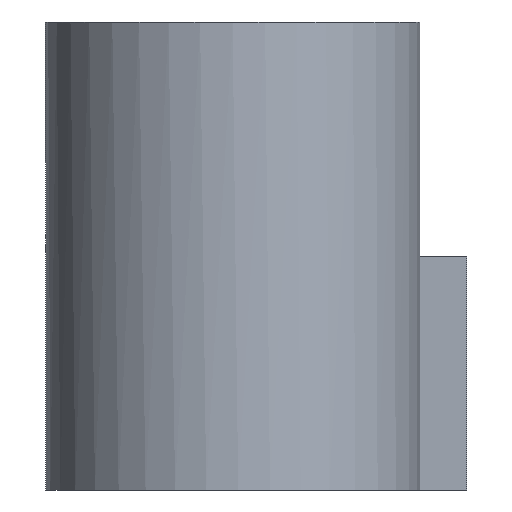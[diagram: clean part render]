
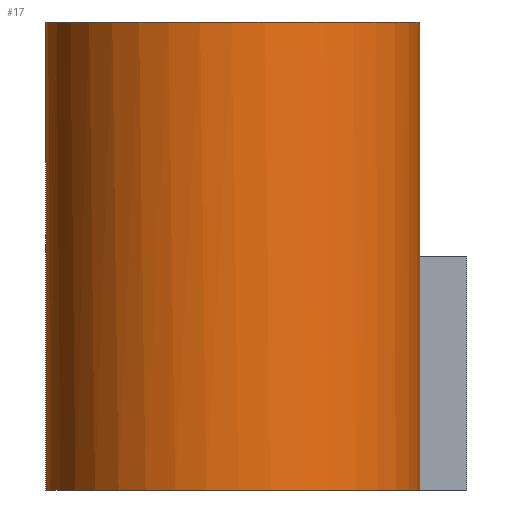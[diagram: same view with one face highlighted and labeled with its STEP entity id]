
A CAD part, front view. The second image highlights one B-rep face of the part: STEP entity #17.
In plain terms, the highlighted cylindrical face has radius 20 mm (diameter 40 mm), a full revolution.
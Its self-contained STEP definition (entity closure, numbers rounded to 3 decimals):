
#17 = ADVANCED_FACE('',(#18),#33,.T.);
#18 = FACE_BOUND('',#19,.F.);
#19 = EDGE_LOOP('',(#20,#56,#79,#106,#107,#131,#158,#191));
#20 = ORIENTED_EDGE('',*,*,#21,.F.);
#21 = EDGE_CURVE('',#22,#24,#26,.T.);
#22 = VERTEX_POINT('',#23);
#23 = CARTESIAN_POINT('',(20.,0.,0.));
#24 = VERTEX_POINT('',#25);
#25 = CARTESIAN_POINT('',(17.321,10.,0.));
#26 = SURFACE_CURVE('',#27,(#32,#44),.PCURVE_S1.);
#27 = CIRCLE('',#28,20.);
#28 = AXIS2_PLACEMENT_3D('',#29,#30,#31);
#29 = CARTESIAN_POINT('',(0.,0.,0.));
#30 = DIRECTION('',(0.,-0.,1.));
#31 = DIRECTION('',(1.,0.,0.));
#32 = PCURVE('',#33,#38);
#33 = CYLINDRICAL_SURFACE('',#34,20.);
#34 = AXIS2_PLACEMENT_3D('',#35,#36,#37);
#35 = CARTESIAN_POINT('',(0.,0.,0.));
#36 = DIRECTION('',(-0.,0.,-1.));
#37 = DIRECTION('',(1.,0.,0.));
#38 = DEFINITIONAL_REPRESENTATION('',(#39),#43);
#39 = LINE('',#40,#41);
#40 = CARTESIAN_POINT('',(-0.,0.));
#41 = VECTOR('',#42,1.);
#42 = DIRECTION('',(-1.,0.));
#43 = ( GEOMETRIC_REPRESENTATION_CONTEXT(2) 
PARAMETRIC_REPRESENTATION_CONTEXT() REPRESENTATION_CONTEXT('2D SPACE',''
  ) );
#44 = PCURVE('',#45,#50);
#45 = PLANE('',#46);
#46 = AXIS2_PLACEMENT_3D('',#47,#48,#49);
#47 = CARTESIAN_POINT('',(0.,0.,0.));
#48 = DIRECTION('',(0.,0.,1.));
#49 = DIRECTION('',(1.,0.,-0.));
#50 = DEFINITIONAL_REPRESENTATION('',(#51),#55);
#51 = CIRCLE('',#52,20.);
#52 = AXIS2_PLACEMENT_2D('',#53,#54);
#53 = CARTESIAN_POINT('',(0.,0.));
#54 = DIRECTION('',(1.,0.));
#55 = ( GEOMETRIC_REPRESENTATION_CONTEXT(2) 
PARAMETRIC_REPRESENTATION_CONTEXT() REPRESENTATION_CONTEXT('2D SPACE',''
  ) );
#56 = ORIENTED_EDGE('',*,*,#57,.T.);
#57 = EDGE_CURVE('',#22,#58,#60,.T.);
#58 = VERTEX_POINT('',#59);
#59 = CARTESIAN_POINT('',(20.,0.,50.));
#60 = SEAM_CURVE('',#61,(#65,#72),.PCURVE_S1.);
#61 = LINE('',#62,#63);
#62 = CARTESIAN_POINT('',(20.,0.,0.));
#63 = VECTOR('',#64,1.);
#64 = DIRECTION('',(0.,0.,1.));
#65 = PCURVE('',#33,#66);
#66 = DEFINITIONAL_REPRESENTATION('',(#67),#71);
#67 = LINE('',#68,#69);
#68 = CARTESIAN_POINT('',(-6.283,0.));
#69 = VECTOR('',#70,1.);
#70 = DIRECTION('',(-0.,-1.));
#71 = ( GEOMETRIC_REPRESENTATION_CONTEXT(2) 
PARAMETRIC_REPRESENTATION_CONTEXT() REPRESENTATION_CONTEXT('2D SPACE',''
  ) );
#72 = PCURVE('',#33,#73);
#73 = DEFINITIONAL_REPRESENTATION('',(#74),#78);
#74 = LINE('',#75,#76);
#75 = CARTESIAN_POINT('',(-0.,0.));
#76 = VECTOR('',#77,1.);
#77 = DIRECTION('',(-0.,-1.));
#78 = ( GEOMETRIC_REPRESENTATION_CONTEXT(2) 
PARAMETRIC_REPRESENTATION_CONTEXT() REPRESENTATION_CONTEXT('2D SPACE',''
  ) );
#79 = ORIENTED_EDGE('',*,*,#80,.T.);
#80 = EDGE_CURVE('',#58,#58,#81,.T.);
#81 = SURFACE_CURVE('',#82,(#87,#94),.PCURVE_S1.);
#82 = CIRCLE('',#83,20.);
#83 = AXIS2_PLACEMENT_3D('',#84,#85,#86);
#84 = CARTESIAN_POINT('',(0.,0.,50.));
#85 = DIRECTION('',(0.,-0.,1.));
#86 = DIRECTION('',(1.,0.,0.));
#87 = PCURVE('',#33,#88);
#88 = DEFINITIONAL_REPRESENTATION('',(#89),#93);
#89 = LINE('',#90,#91);
#90 = CARTESIAN_POINT('',(-0.,-50.));
#91 = VECTOR('',#92,1.);
#92 = DIRECTION('',(-1.,0.));
#93 = ( GEOMETRIC_REPRESENTATION_CONTEXT(2) 
PARAMETRIC_REPRESENTATION_CONTEXT() REPRESENTATION_CONTEXT('2D SPACE',''
  ) );
#94 = PCURVE('',#95,#100);
#95 = PLANE('',#96);
#96 = AXIS2_PLACEMENT_3D('',#97,#98,#99);
#97 = CARTESIAN_POINT('',(0.,0.,50.));
#98 = DIRECTION('',(0.,0.,1.));
#99 = DIRECTION('',(1.,0.,-0.));
#100 = DEFINITIONAL_REPRESENTATION('',(#101),#105);
#101 = CIRCLE('',#102,20.);
#102 = AXIS2_PLACEMENT_2D('',#103,#104);
#103 = CARTESIAN_POINT('',(0.,0.));
#104 = DIRECTION('',(1.,0.));
#105 = ( GEOMETRIC_REPRESENTATION_CONTEXT(2) 
PARAMETRIC_REPRESENTATION_CONTEXT() REPRESENTATION_CONTEXT('2D SPACE',''
  ) );
#106 = ORIENTED_EDGE('',*,*,#57,.F.);
#107 = ORIENTED_EDGE('',*,*,#108,.F.);
#108 = EDGE_CURVE('',#109,#22,#111,.T.);
#109 = VERTEX_POINT('',#110);
#110 = CARTESIAN_POINT('',(5.,19.365,0.));
#111 = SURFACE_CURVE('',#112,(#117,#124),.PCURVE_S1.);
#112 = CIRCLE('',#113,20.);
#113 = AXIS2_PLACEMENT_3D('',#114,#115,#116);
#114 = CARTESIAN_POINT('',(0.,0.,0.));
#115 = DIRECTION('',(0.,-0.,1.));
#116 = DIRECTION('',(1.,0.,0.));
#117 = PCURVE('',#33,#118);
#118 = DEFINITIONAL_REPRESENTATION('',(#119),#123);
#119 = LINE('',#120,#121);
#120 = CARTESIAN_POINT('',(-0.,0.));
#121 = VECTOR('',#122,1.);
#122 = DIRECTION('',(-1.,0.));
#123 = ( GEOMETRIC_REPRESENTATION_CONTEXT(2) 
PARAMETRIC_REPRESENTATION_CONTEXT() REPRESENTATION_CONTEXT('2D SPACE',''
  ) );
#124 = PCURVE('',#45,#125);
#125 = DEFINITIONAL_REPRESENTATION('',(#126),#130);
#126 = CIRCLE('',#127,20.);
#127 = AXIS2_PLACEMENT_2D('',#128,#129);
#128 = CARTESIAN_POINT('',(0.,0.));
#129 = DIRECTION('',(1.,0.));
#130 = ( GEOMETRIC_REPRESENTATION_CONTEXT(2) 
PARAMETRIC_REPRESENTATION_CONTEXT() REPRESENTATION_CONTEXT('2D SPACE',''
  ) );
#131 = ORIENTED_EDGE('',*,*,#132,.F.);
#132 = EDGE_CURVE('',#133,#109,#135,.T.);
#133 = VERTEX_POINT('',#134);
#134 = CARTESIAN_POINT('',(5.,19.365,25.));
#135 = SURFACE_CURVE('',#136,(#140,#146),.PCURVE_S1.);
#136 = LINE('',#137,#138);
#137 = CARTESIAN_POINT('',(5.,19.365,0.));
#138 = VECTOR('',#139,1.);
#139 = DIRECTION('',(-0.,0.,-1.));
#140 = PCURVE('',#33,#141);
#141 = DEFINITIONAL_REPRESENTATION('',(#142),#145);
#142 = B_SPLINE_CURVE_WITH_KNOTS('',1,(#143,#144),.UNSPECIFIED.,.F.,.F.,
  (2,2),(-27.5,0.),.PIECEWISE_BEZIER_KNOTS.);
#143 = CARTESIAN_POINT('',(-1.318,-27.5));
#144 = CARTESIAN_POINT('',(-1.318,0.));
#145 = ( GEOMETRIC_REPRESENTATION_CONTEXT(2) 
PARAMETRIC_REPRESENTATION_CONTEXT() REPRESENTATION_CONTEXT('2D SPACE',''
  ) );
#146 = PCURVE('',#147,#152);
#147 = PLANE('',#148);
#148 = AXIS2_PLACEMENT_3D('',#149,#150,#151);
#149 = CARTESIAN_POINT('',(5.,10.,0.));
#150 = DIRECTION('',(-1.,0.,0.));
#151 = DIRECTION('',(0.,1.,0.));
#152 = DEFINITIONAL_REPRESENTATION('',(#153),#157);
#153 = LINE('',#154,#155);
#154 = CARTESIAN_POINT('',(9.365,0.));
#155 = VECTOR('',#156,1.);
#156 = DIRECTION('',(0.,1.));
#157 = ( GEOMETRIC_REPRESENTATION_CONTEXT(2) 
PARAMETRIC_REPRESENTATION_CONTEXT() REPRESENTATION_CONTEXT('2D SPACE',''
  ) );
#158 = ORIENTED_EDGE('',*,*,#159,.T.);
#159 = EDGE_CURVE('',#133,#160,#162,.T.);
#160 = VERTEX_POINT('',#161);
#161 = CARTESIAN_POINT('',(17.321,10.,25.));
#162 = SURFACE_CURVE('',#163,(#168,#175),.PCURVE_S1.);
#163 = CIRCLE('',#164,20.);
#164 = AXIS2_PLACEMENT_3D('',#165,#166,#167);
#165 = CARTESIAN_POINT('',(0.,0.,25.));
#166 = DIRECTION('',(0.,0.,-1.));
#167 = DIRECTION('',(1.,0.,0.));
#168 = PCURVE('',#33,#169);
#169 = DEFINITIONAL_REPRESENTATION('',(#170),#174);
#170 = LINE('',#171,#172);
#171 = CARTESIAN_POINT('',(-6.283,-25.));
#172 = VECTOR('',#173,1.);
#173 = DIRECTION('',(1.,-0.));
#174 = ( GEOMETRIC_REPRESENTATION_CONTEXT(2) 
PARAMETRIC_REPRESENTATION_CONTEXT() REPRESENTATION_CONTEXT('2D SPACE',''
  ) );
#175 = PCURVE('',#176,#181);
#176 = PLANE('',#177);
#177 = AXIS2_PLACEMENT_3D('',#178,#179,#180);
#178 = CARTESIAN_POINT('',(0.,0.,25.));
#179 = DIRECTION('',(0.,0.,1.));
#180 = DIRECTION('',(1.,0.,-0.));
#181 = DEFINITIONAL_REPRESENTATION('',(#182),#190);
#182 = ( BOUNDED_CURVE() B_SPLINE_CURVE(2,(#183,#184,#185,#186,#187,#188
,#189),.UNSPECIFIED.,.T.,.F.) B_SPLINE_CURVE_WITH_KNOTS((1,2,2,2,2,1),(
    -2.094,0.,2.094,4.189,6.283,
8.378),.UNSPECIFIED.) CURVE() GEOMETRIC_REPRESENTATION_ITEM() 
RATIONAL_B_SPLINE_CURVE((1.,0.5,1.,0.5,1.,0.5,1.)) REPRESENTATION_ITEM(
  '') );
#183 = CARTESIAN_POINT('',(20.,0.));
#184 = CARTESIAN_POINT('',(20.,-34.641));
#185 = CARTESIAN_POINT('',(-10.,-17.321));
#186 = CARTESIAN_POINT('',(-40.,0.));
#187 = CARTESIAN_POINT('',(-10.,17.321));
#188 = CARTESIAN_POINT('',(20.,34.641));
#189 = CARTESIAN_POINT('',(20.,0.));
#190 = ( GEOMETRIC_REPRESENTATION_CONTEXT(2) 
PARAMETRIC_REPRESENTATION_CONTEXT() REPRESENTATION_CONTEXT('2D SPACE',''
  ) );
#191 = ORIENTED_EDGE('',*,*,#192,.T.);
#192 = EDGE_CURVE('',#160,#24,#193,.T.);
#193 = SURFACE_CURVE('',#194,(#198,#204),.PCURVE_S1.);
#194 = LINE('',#195,#196);
#195 = CARTESIAN_POINT('',(17.321,10.,0.));
#196 = VECTOR('',#197,1.);
#197 = DIRECTION('',(-0.,0.,-1.));
#198 = PCURVE('',#33,#199);
#199 = DEFINITIONAL_REPRESENTATION('',(#200),#203);
#200 = B_SPLINE_CURVE_WITH_KNOTS('',1,(#201,#202),.UNSPECIFIED.,.F.,.F.,
  (2,2),(-27.5,0.),.PIECEWISE_BEZIER_KNOTS.);
#201 = CARTESIAN_POINT('',(-0.524,-27.5));
#202 = CARTESIAN_POINT('',(-0.524,0.));
#203 = ( GEOMETRIC_REPRESENTATION_CONTEXT(2) 
PARAMETRIC_REPRESENTATION_CONTEXT() REPRESENTATION_CONTEXT('2D SPACE',''
  ) );
#204 = PCURVE('',#205,#210);
#205 = PLANE('',#206);
#206 = AXIS2_PLACEMENT_3D('',#207,#208,#209);
#207 = CARTESIAN_POINT('',(25.,10.,0.));
#208 = DIRECTION('',(0.,-1.,0.));
#209 = DIRECTION('',(-1.,0.,0.));
#210 = DEFINITIONAL_REPRESENTATION('',(#211),#215);
#211 = LINE('',#212,#213);
#212 = CARTESIAN_POINT('',(7.679,0.));
#213 = VECTOR('',#214,1.);
#214 = DIRECTION('',(0.,1.));
#215 = ( GEOMETRIC_REPRESENTATION_CONTEXT(2) 
PARAMETRIC_REPRESENTATION_CONTEXT() REPRESENTATION_CONTEXT('2D SPACE',''
  ) );
